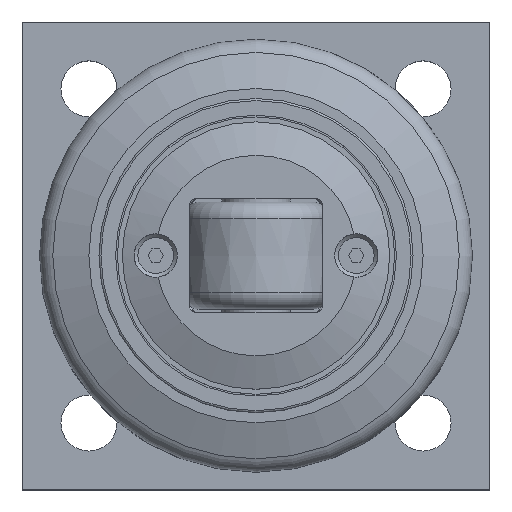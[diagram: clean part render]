
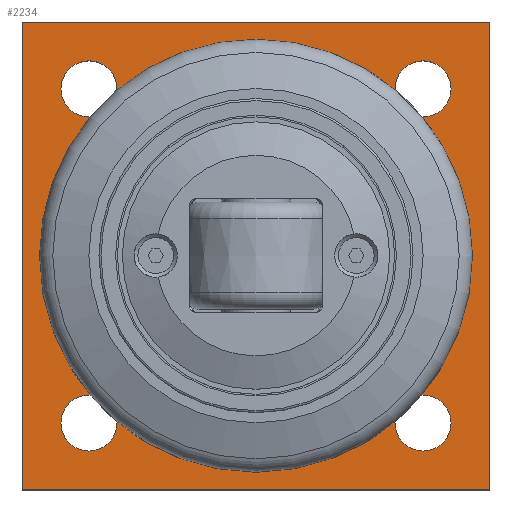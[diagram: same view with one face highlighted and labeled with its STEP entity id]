
A CAD part, top view. The second image highlights one B-rep face of the part: STEP entity #2234.
In plain terms, the highlighted planar face has unit normal (0, 0, 1).
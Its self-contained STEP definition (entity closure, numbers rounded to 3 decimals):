
#98=FACE_BOUND('',#455,.T.);
#99=FACE_BOUND('',#456,.T.);
#100=FACE_BOUND('',#457,.T.);
#101=FACE_BOUND('',#458,.T.);
#102=FACE_BOUND('',#459,.T.);
#163=PLANE('',#2545);
#295=FACE_OUTER_BOUND('',#454,.T.);
#454=EDGE_LOOP('',(#2060,#2061,#2062,#2063));
#455=EDGE_LOOP('',(#2064));
#456=EDGE_LOOP('',(#2065,#2066));
#457=EDGE_LOOP('',(#2067,#2068));
#458=EDGE_LOOP('',(#2069,#2070));
#459=EDGE_LOOP('',(#2071,#2072));
#561=LINE('',#4576,#674);
#565=LINE('',#4584,#678);
#568=LINE('',#4590,#681);
#571=LINE('',#4595,#684);
#674=VECTOR('',#3217,10.);
#678=VECTOR('',#3223,10.);
#681=VECTOR('',#3228,10.);
#684=VECTOR('',#3233,10.);
#848=CIRCLE('',#2520,20.5);
#850=CIRCLE('',#2524,4.188);
#851=CIRCLE('',#2525,4.188);
#853=CIRCLE('',#2528,4.188);
#854=CIRCLE('',#2529,4.188);
#856=CIRCLE('',#2532,4.188);
#857=CIRCLE('',#2533,4.188);
#859=CIRCLE('',#2536,4.188);
#860=CIRCLE('',#2537,4.188);
#1070=VERTEX_POINT('',#4535);
#1072=VERTEX_POINT('',#4542);
#1073=VERTEX_POINT('',#4543);
#1075=VERTEX_POINT('',#4550);
#1076=VERTEX_POINT('',#4551);
#1078=VERTEX_POINT('',#4558);
#1079=VERTEX_POINT('',#4559);
#1081=VERTEX_POINT('',#4566);
#1082=VERTEX_POINT('',#4567);
#1084=VERTEX_POINT('',#4574);
#1085=VERTEX_POINT('',#4575);
#1088=VERTEX_POINT('',#4583);
#1090=VERTEX_POINT('',#4589);
#1389=EDGE_CURVE('',#1070,#1070,#848,.T.);
#1391=EDGE_CURVE('',#1072,#1073,#850,.T.);
#1392=EDGE_CURVE('',#1073,#1072,#851,.T.);
#1395=EDGE_CURVE('',#1075,#1076,#853,.T.);
#1396=EDGE_CURVE('',#1076,#1075,#854,.T.);
#1399=EDGE_CURVE('',#1078,#1079,#856,.T.);
#1400=EDGE_CURVE('',#1079,#1078,#857,.T.);
#1403=EDGE_CURVE('',#1081,#1082,#859,.T.);
#1404=EDGE_CURVE('',#1082,#1081,#860,.T.);
#1407=EDGE_CURVE('',#1084,#1085,#561,.T.);
#1411=EDGE_CURVE('',#1085,#1088,#565,.T.);
#1414=EDGE_CURVE('',#1088,#1090,#568,.T.);
#1417=EDGE_CURVE('',#1090,#1084,#571,.T.);
#2060=ORIENTED_EDGE('',*,*,#1407,.F.);
#2061=ORIENTED_EDGE('',*,*,#1417,.F.);
#2062=ORIENTED_EDGE('',*,*,#1414,.F.);
#2063=ORIENTED_EDGE('',*,*,#1411,.F.);
#2064=ORIENTED_EDGE('',*,*,#1389,.T.);
#2065=ORIENTED_EDGE('',*,*,#1391,.T.);
#2066=ORIENTED_EDGE('',*,*,#1392,.T.);
#2067=ORIENTED_EDGE('',*,*,#1395,.T.);
#2068=ORIENTED_EDGE('',*,*,#1396,.T.);
#2069=ORIENTED_EDGE('',*,*,#1399,.T.);
#2070=ORIENTED_EDGE('',*,*,#1400,.T.);
#2071=ORIENTED_EDGE('',*,*,#1403,.T.);
#2072=ORIENTED_EDGE('',*,*,#1404,.T.);
#2234=ADVANCED_FACE('',(#295,#98,#99,#100,#101,#102),#163,.T.);
#2520=AXIS2_PLACEMENT_3D('',#4537,#3173,#3174);
#2524=AXIS2_PLACEMENT_3D('',#4544,#3181,#3182);
#2525=AXIS2_PLACEMENT_3D('',#4545,#3183,#3184);
#2528=AXIS2_PLACEMENT_3D('',#4552,#3190,#3191);
#2529=AXIS2_PLACEMENT_3D('',#4553,#3192,#3193);
#2532=AXIS2_PLACEMENT_3D('',#4560,#3199,#3200);
#2533=AXIS2_PLACEMENT_3D('',#4561,#3201,#3202);
#2536=AXIS2_PLACEMENT_3D('',#4568,#3208,#3209);
#2537=AXIS2_PLACEMENT_3D('',#4569,#3210,#3211);
#2545=AXIS2_PLACEMENT_3D('',#4600,#3239,#3240);
#3173=DIRECTION('center_axis',(0.,0.,-1.));
#3174=DIRECTION('ref_axis',(-1.,0.,0.));
#3181=DIRECTION('center_axis',(0.,0.,-1.));
#3182=DIRECTION('ref_axis',(1.,0.,0.));
#3183=DIRECTION('center_axis',(0.,0.,-1.));
#3184=DIRECTION('ref_axis',(1.,0.,0.));
#3190=DIRECTION('center_axis',(0.,0.,-1.));
#3191=DIRECTION('ref_axis',(1.,0.,0.));
#3192=DIRECTION('center_axis',(0.,0.,-1.));
#3193=DIRECTION('ref_axis',(1.,0.,0.));
#3199=DIRECTION('center_axis',(0.,0.,-1.));
#3200=DIRECTION('ref_axis',(1.,0.,0.));
#3201=DIRECTION('center_axis',(0.,0.,-1.));
#3202=DIRECTION('ref_axis',(1.,0.,0.));
#3208=DIRECTION('center_axis',(0.,0.,-1.));
#3209=DIRECTION('ref_axis',(1.,0.,0.));
#3210=DIRECTION('center_axis',(0.,0.,-1.));
#3211=DIRECTION('ref_axis',(1.,0.,0.));
#3217=DIRECTION('',(0.,1.,0.));
#3223=DIRECTION('',(1.,0.,0.));
#3228=DIRECTION('',(0.,-1.,0.));
#3233=DIRECTION('',(-1.,0.,0.));
#3239=DIRECTION('center_axis',(0.,0.,1.));
#3240=DIRECTION('ref_axis',(1.,0.,0.));
#4535=CARTESIAN_POINT('',(55.5,35.,12.));
#4537=CARTESIAN_POINT('Origin',(35.,35.,12.));
#4542=CARTESIAN_POINT('',(14.188,10.,12.));
#4543=CARTESIAN_POINT('',(5.812,10.,12.));
#4544=CARTESIAN_POINT('Origin',(10.,10.,12.));
#4545=CARTESIAN_POINT('Origin',(10.,10.,12.));
#4550=CARTESIAN_POINT('',(64.188,10.,12.));
#4551=CARTESIAN_POINT('',(55.812,10.,12.));
#4552=CARTESIAN_POINT('Origin',(60.,10.,12.));
#4553=CARTESIAN_POINT('Origin',(60.,10.,12.));
#4558=CARTESIAN_POINT('',(64.188,60.,12.));
#4559=CARTESIAN_POINT('',(55.812,60.,12.));
#4560=CARTESIAN_POINT('Origin',(60.,60.,12.));
#4561=CARTESIAN_POINT('Origin',(60.,60.,12.));
#4566=CARTESIAN_POINT('',(14.188,60.,12.));
#4567=CARTESIAN_POINT('',(5.812,60.,12.));
#4568=CARTESIAN_POINT('Origin',(10.,60.,12.));
#4569=CARTESIAN_POINT('Origin',(10.,60.,12.));
#4574=CARTESIAN_POINT('',(0.,0.,12.));
#4575=CARTESIAN_POINT('',(0.,70.,12.));
#4576=CARTESIAN_POINT('',(0.,70.,12.));
#4583=CARTESIAN_POINT('',(70.,70.,12.));
#4584=CARTESIAN_POINT('',(70.,70.,12.));
#4589=CARTESIAN_POINT('',(70.,0.,12.));
#4590=CARTESIAN_POINT('',(70.,0.,12.));
#4595=CARTESIAN_POINT('',(0.,0.,12.));
#4600=CARTESIAN_POINT('Origin',(35.,35.,12.));
